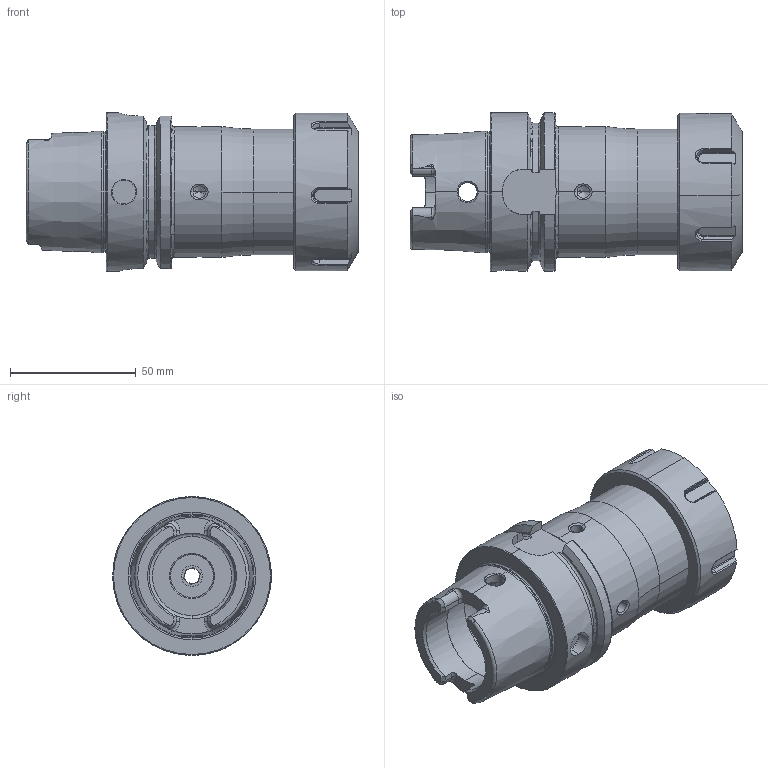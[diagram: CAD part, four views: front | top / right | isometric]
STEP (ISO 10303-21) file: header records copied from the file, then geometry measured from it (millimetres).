
FILE_DESCRIPTION (( 'STEP AP203' ), '1' );
FILE_NAME ('HA6.E40.K01.100.STEP', '2011-12-14T15:43:30', ( 'baer' ), ( 'Hewlett-Packard Company' ), 'SwSTEP 2.0', 'SolidWorks 2011', '' );
FILE_SCHEMA (( 'CONFIG_CONTROL_DESIGN' ));
Length unit declared in the file: millimetre
Products named in the file (4): HA6.E40.K01.100; ERU-AN5.K01.020_A; E40-ER1.001.025; HA6-E40.K01.100_B_Fertigbearbeitung
Assembly tree (3 placements, depth 2):
  HA6.E40.K01.100
    E40-ER1.001.025
    ERU-AN5.K01.020_A
    HA6-E40.K01.100_B_Fertigbearbeitung
Bounding box: 131.9 x 63 x 63 mm (x, y, z)
Volume: 194839.1 mm3; surface area: 50405.9 mm2
Topology: 3 solids, 3 shells, 334 faces, 840 edges, 508 vertices
Faces by surface type: plane 133, cylinder 80, cone 78, torus 39, bspline 4
Entity records: 12040 total; most frequent: CARTESIAN_POINT 3852, ORIENTED_EDGE 1664, DIRECTION 1603, EDGE_CURVE 832, AXIS2_PLACEMENT_3D 620, VERTEX_POINT 508, VECTOR 363, LINE 363
